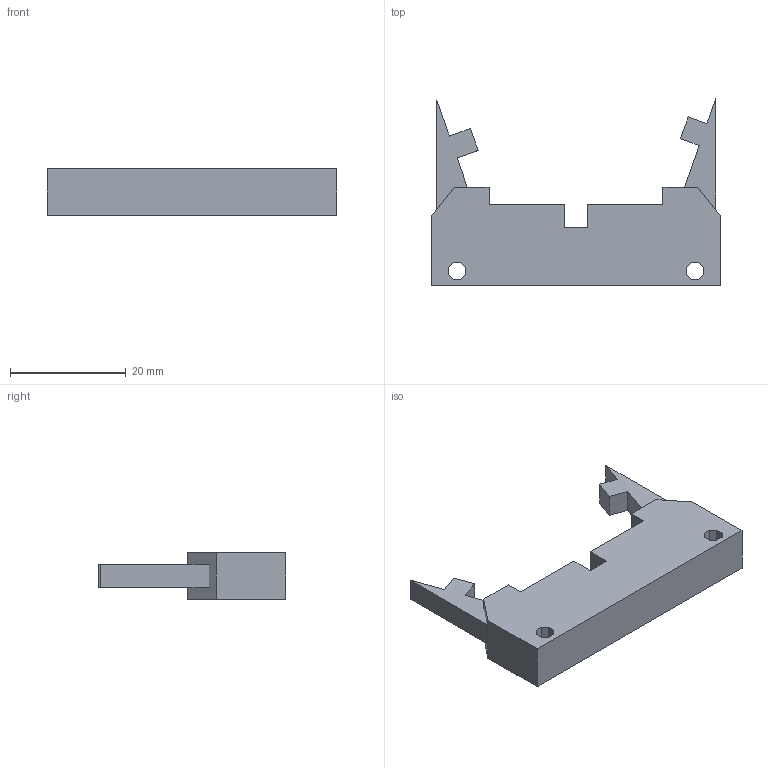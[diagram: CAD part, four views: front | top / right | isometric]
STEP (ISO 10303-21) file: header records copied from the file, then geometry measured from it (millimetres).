
FILE_DESCRIPTION(/* description */ (''),/* implementation_level */ '2;1');
FILE_NAME(/* name */ 'Connecteur HE10-26 v1.step',/* time_stamp */ '2020-01-23T22:13:39+01:00',/* author */ (''),/* organization */ (''),/* preprocessor_version */ 'ST-DEVELOPER v18',/* originating_system */ 'Autodesk Translation Framework v8.12.0.6',/* authorisation */ '');
FILE_SCHEMA (('AUTOMOTIVE_DESIGN { 1 0 10303 214 3 1 1 }'));
Length unit declared in the file: millimetre
Products named in the file (1): Connecteur HE10-26
Bounding box: 50 x 32.34 x 8 mm (x, y, z)
Volume: 6347.3 mm3; surface area: 3502.2 mm2
Topology: 3 solids, 3 shells, 50 faces, 132 edges, 88 vertices
Faces by surface type: plane 50
Entity records: 1562 total; most frequent: CARTESIAN_POINT 271, ORIENTED_EDGE 264, DIRECTION 234, LINE 132, VECTOR 132, EDGE_CURVE 132, VERTEX_POINT 88, EDGE_LOOP 54
